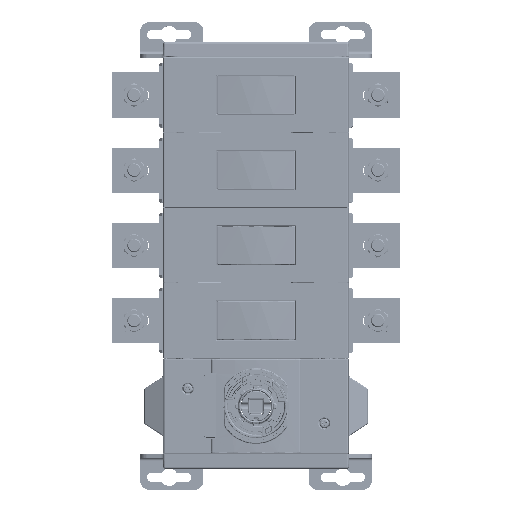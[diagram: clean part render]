
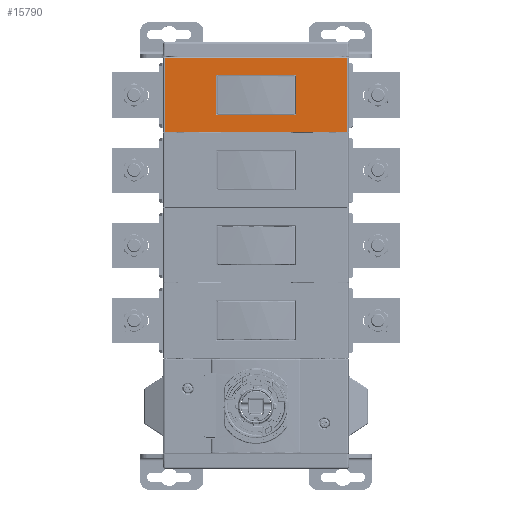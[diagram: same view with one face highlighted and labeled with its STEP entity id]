
A CAD part, top view. The second image highlights one B-rep face of the part: STEP entity #15790.
In plain terms, the highlighted planar face has unit normal (0, 0, 1).
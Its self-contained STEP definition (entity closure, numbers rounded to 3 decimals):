
#689=FACE_BOUND('',#28456,.T.);
#690=FACE_BOUND('',#28457,.T.);
#7268=PLANE('',#157925);
#15790=ADVANCED_FACE('',(#689,#690),#7268,.T.);
#28456=EDGE_LOOP('',(#71645,#71646,#71647,#71648));
#28457=EDGE_LOOP('',(#71649,#71650,#71651,#71652,#71653,#71654,#71655,#71656));
#35465=LINE('',#226110,#52009);
#35467=LINE('',#226119,#52011);
#35468=LINE('',#226120,#52012);
#35469=LINE('',#226122,#52013);
#35470=LINE('',#226123,#52014);
#35471=LINE('',#226128,#52015);
#35472=LINE('',#226129,#52016);
#35473=LINE('',#226133,#52017);
#52009=VECTOR('',#173527,1.);
#52011=VECTOR('',#173539,1.);
#52012=VECTOR('',#173540,1.);
#52013=VECTOR('',#173541,1.);
#52014=VECTOR('',#173542,1.);
#52015=VECTOR('',#173545,1.);
#52016=VECTOR('',#173546,1.);
#52017=VECTOR('',#173549,1.);
#71645=ORIENTED_EDGE('',*,*,#128772,.T.);
#71646=ORIENTED_EDGE('',*,*,#128767,.T.);
#71647=ORIENTED_EDGE('',*,*,#128773,.T.);
#71648=ORIENTED_EDGE('',*,*,#128774,.T.);
#71649=ORIENTED_EDGE('',*,*,#128775,.T.);
#71650=ORIENTED_EDGE('',*,*,#128776,.T.);
#71651=ORIENTED_EDGE('',*,*,#128777,.T.);
#71652=ORIENTED_EDGE('',*,*,#128755,.T.);
#71653=ORIENTED_EDGE('',*,*,#128778,.T.);
#71654=ORIENTED_EDGE('',*,*,#128779,.T.);
#71655=ORIENTED_EDGE('',*,*,#128780,.T.);
#71656=ORIENTED_EDGE('',*,*,#128781,.T.);
#107081=VERTEX_POINT('',#226071);
#107082=VERTEX_POINT('',#226073);
#107084=VERTEX_POINT('',#226090);
#107089=VERTEX_POINT('',#226100);
#107093=VERTEX_POINT('',#226109);
#107096=VERTEX_POINT('',#226121);
#107097=VERTEX_POINT('',#226124);
#107098=VERTEX_POINT('',#226125);
#107099=VERTEX_POINT('',#226127);
#107100=VERTEX_POINT('',#226130);
#107101=VERTEX_POINT('',#226132);
#107102=VERTEX_POINT('',#226134);
#128755=EDGE_CURVE('',#107082,#107081,#153230,.T.);
#128767=EDGE_CURVE('',#107089,#107093,#35465,.T.);
#128772=EDGE_CURVE('',#107084,#107089,#35467,.T.);
#128773=EDGE_CURVE('',#107093,#107096,#35468,.T.);
#128774=EDGE_CURVE('',#107096,#107084,#35469,.T.);
#128775=EDGE_CURVE('',#107097,#107098,#35470,.T.);
#128776=EDGE_CURVE('',#107098,#107099,#153232,.T.);
#128777=EDGE_CURVE('',#107099,#107082,#35471,.T.);
#128778=EDGE_CURVE('',#107081,#107100,#35472,.T.);
#128779=EDGE_CURVE('',#107100,#107101,#153233,.T.);
#128780=EDGE_CURVE('',#107101,#107102,#35473,.T.);
#128781=EDGE_CURVE('',#107102,#107097,#153234,.T.);
#153230=ELLIPSE('',#157903,0.7,0.7);
#153232=ELLIPSE('',#157922,0.7,0.7);
#153233=ELLIPSE('',#157923,0.7,0.7);
#153234=ELLIPSE('',#157924,0.7,0.7);
#157903=AXIS2_PLACEMENT_3D('',#226072,#173499,#173500);
#157922=AXIS2_PLACEMENT_3D('',#226126,#173543,#173544);
#157923=AXIS2_PLACEMENT_3D('',#226131,#173547,#173548);
#157924=AXIS2_PLACEMENT_3D('',#226135,#173550,#173551);
#157925=AXIS2_PLACEMENT_3D('',#226136,#173552,#173553);
#173499=DIRECTION('',(0.,0.,-1.));
#173500=DIRECTION('',(-0.707,-0.707,0.));
#173527=DIRECTION('',(-1.,0.,0.));
#173539=DIRECTION('',(0.,1.,0.));
#173540=DIRECTION('',(0.,-1.,0.));
#173541=DIRECTION('',(1.,0.,0.));
#173542=DIRECTION('',(0.,-1.,0.));
#173543=DIRECTION('',(0.,0.,-1.));
#173544=DIRECTION('',(0.707,-0.707,0.));
#173545=DIRECTION('',(-1.,0.,0.));
#173546=DIRECTION('',(0.,1.,0.));
#173547=DIRECTION('',(0.,0.,-1.));
#173548=DIRECTION('',(-0.707,0.707,0.));
#173549=DIRECTION('',(1.,0.,0.));
#173550=DIRECTION('',(0.,0.,-1.));
#173551=DIRECTION('',(0.707,0.707,0.));
#173552=DIRECTION('',(0.,0.,1.));
#173553=DIRECTION('',(-1.,0.,0.));
#226071=CARTESIAN_POINT('',(-34.547,252.253,121.241));
#226072=CARTESIAN_POINT('',(-33.847,252.253,121.241));
#226073=CARTESIAN_POINT('',(-33.847,251.553,121.241));
#226090=CARTESIAN_POINT('',(79.,236.85,121.241));
#226100=CARTESIAN_POINT('',(79.,301.15,121.241));
#226109=CARTESIAN_POINT('',(-79.,301.15,121.241));
#226110=CARTESIAN_POINT('',(0.,301.15,121.241));
#226119=CARTESIAN_POINT('',(79.,282.899,121.241));
#226120=CARTESIAN_POINT('',(-79.,282.899,121.241));
#226121=CARTESIAN_POINT('',(-79.,236.85,121.241));
#226122=CARTESIAN_POINT('',(0.,236.85,121.241));
#226123=CARTESIAN_POINT('',(34.547,282.899,121.241));
#226124=CARTESIAN_POINT('',(34.547,285.747,121.241));
#226125=CARTESIAN_POINT('',(34.547,252.253,121.241));
#226126=CARTESIAN_POINT('',(33.847,252.253,121.241));
#226127=CARTESIAN_POINT('',(33.847,251.553,121.241));
#226128=CARTESIAN_POINT('',(0.,251.553,121.241));
#226129=CARTESIAN_POINT('',(-34.547,282.899,121.241));
#226130=CARTESIAN_POINT('',(-34.547,285.747,121.241));
#226131=CARTESIAN_POINT('',(-33.847,285.747,121.241));
#226132=CARTESIAN_POINT('',(-33.847,286.447,121.241));
#226133=CARTESIAN_POINT('',(0.,286.447,121.241));
#226134=CARTESIAN_POINT('',(33.847,286.447,121.241));
#226135=CARTESIAN_POINT('',(33.847,285.747,121.241));
#226136=CARTESIAN_POINT('',(0.,282.899,121.241));
